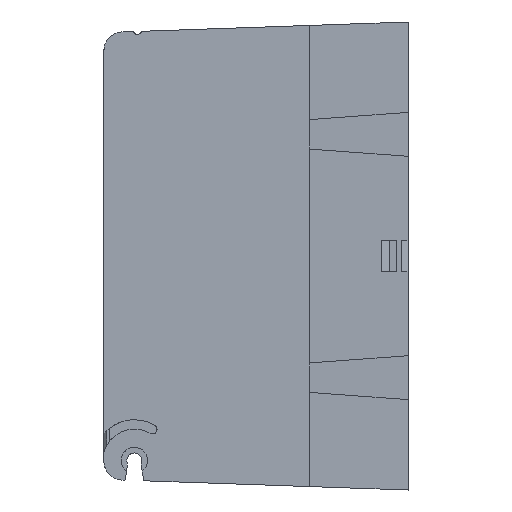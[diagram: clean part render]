
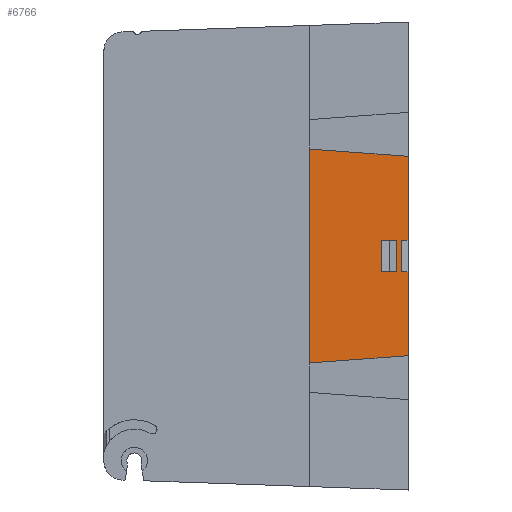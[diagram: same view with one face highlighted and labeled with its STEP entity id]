
A CAD part, left-side view. The second image highlights one B-rep face of the part: STEP entity #6766.
In plain terms, the highlighted planar face has unit normal (1, 0, 0).
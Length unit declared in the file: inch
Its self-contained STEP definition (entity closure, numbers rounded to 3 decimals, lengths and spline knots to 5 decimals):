
#184 = EDGE_LOOP ( 'NONE', ( #10547, #3228, #15149, #9911, #26675, #17808, #11394, #26063 ) ) ;
#946 = DIRECTION ( 'NONE',  ( 0., 0., -1. ) ) ;
#1264 = VERTEX_POINT ( 'NONE', #2580 ) ;
#1719 = CARTESIAN_POINT ( 'NONE',  ( -0.9242, -0.625, -4.92979 ) ) ;
#1980 = CARTESIAN_POINT ( 'NONE',  ( -0.9242, -0.625, 0.12 ) ) ;
#2130 = ORIENTED_EDGE ( 'NONE', *, *, #4052, .F. ) ;
#2580 = CARTESIAN_POINT ( 'NONE',  ( -0.9242, -1.605, 0.12 ) ) ;
#2617 = EDGE_CURVE ( 'NONE', #21427, #24349, #16802, .T. ) ;
#2651 = CARTESIAN_POINT ( 'NONE',  ( -0.9242, -1.605, -0.22 ) ) ;
#2830 = DIRECTION ( 'NONE',  ( 0., -1., 0. ) ) ;
#3228 = ORIENTED_EDGE ( 'NONE', *, *, #20553, .F. ) ;
#3261 = LINE ( 'NONE', #21299, #32278 ) ;
#3832 = DIRECTION ( 'NONE',  ( 0., 0., 1. ) ) ;
#4052 = EDGE_CURVE ( 'NONE', #24349, #29512, #25446, .T. ) ;
#4628 = CARTESIAN_POINT ( 'NONE',  ( -0.9242, -1.605, -2.26333 ) ) ;
#4972 = AXIS2_PLACEMENT_3D ( 'NONE', #13386, #14251, #15665 ) ;
#6042 = EDGE_LOOP ( 'NONE', ( #32299, #24557, #13344, #2130 ) ) ;
#6297 = EDGE_CURVE ( 'NONE', #32246, #15200, #18014, .T. ) ;
#6402 = DIRECTION ( 'NONE',  ( 0., 1., 0. ) ) ;
#6766 = ADVANCED_FACE ( 'NONE', ( #32284, #25414 ), #25671, .F. ) ;
#6910 = VECTOR ( 'NONE', #9946, 39.37008 ) ;
#7233 = EDGE_CURVE ( 'NONE', #23746, #1264, #14240, .T. ) ;
#8021 = VERTEX_POINT ( 'NONE', #21725 ) ;
#8640 = VECTOR ( 'NONE', #14855, 39.37008 ) ;
#8959 = DIRECTION ( 'NONE',  ( 0., 0., 1. ) ) ;
#9911 = ORIENTED_EDGE ( 'NONE', *, *, #6297, .F. ) ;
#9946 = DIRECTION ( 'NONE',  ( 0., 1., 0. ) ) ;
#10116 = VERTEX_POINT ( 'NONE', #30937 ) ;
#10239 = CARTESIAN_POINT ( 'NONE',  ( -0.9242, -1.555, -0.22 ) ) ;
#10547 = ORIENTED_EDGE ( 'NONE', *, *, #26916, .F. ) ;
#11354 = EDGE_CURVE ( 'NONE', #1264, #30439, #22344, .T. ) ;
#11394 = ORIENTED_EDGE ( 'NONE', *, *, #11354, .F. ) ;
#11913 = VERTEX_POINT ( 'NONE', #14027 ) ;
#11929 = DIRECTION ( 'NONE',  ( 0., 0., -1. ) ) ;
#12421 = CARTESIAN_POINT ( 'NONE',  ( -0.9242, -1.675, -2.3 ) ) ;
#12746 = CARTESIAN_POINT ( 'NONE',  ( -0.9242, -0.625, -0.22 ) ) ;
#13112 = CARTESIAN_POINT ( 'NONE',  ( -0.9242, -1.675, 1.015 ) ) ;
#13344 = ORIENTED_EDGE ( 'NONE', *, *, #18404, .F. ) ;
#13386 = CARTESIAN_POINT ( 'NONE',  ( -0.9242, -0.625, -2.26333 ) ) ;
#14027 = CARTESIAN_POINT ( 'NONE',  ( -0.9242, -1.675, -1.115 ) ) ;
#14240 = LINE ( 'NONE', #4628, #25508 ) ;
#14251 = DIRECTION ( 'NONE',  ( -1., 0., 0. ) ) ;
#14583 = DIRECTION ( 'NONE',  ( 0., -0.997, 0.074 ) ) ;
#14855 = DIRECTION ( 'NONE',  ( 0., 0., 1. ) ) ;
#15149 = ORIENTED_EDGE ( 'NONE', *, *, #27105, .F. ) ;
#15200 = VERTEX_POINT ( 'NONE', #23964 ) ;
#15665 = DIRECTION ( 'NONE',  ( 0., 0., 1. ) ) ;
#15712 = VECTOR ( 'NONE', #2830, 39.37008 ) ;
#15802 = LINE ( 'NONE', #20386, #15712 ) ;
#16802 = LINE ( 'NONE', #12746, #6910 ) ;
#16980 = VECTOR ( 'NONE', #32261, 39.37008 ) ;
#17285 = VECTOR ( 'NONE', #11929, 39.37008 ) ;
#17613 = CARTESIAN_POINT ( 'NONE',  ( -0.9242, -0.625, 1.09282 ) ) ;
#17808 = ORIENTED_EDGE ( 'NONE', *, *, #27622, .F. ) ;
#18014 = LINE ( 'NONE', #1719, #17285 ) ;
#18267 = CARTESIAN_POINT ( 'NONE',  ( -0.9242, -1.555, 0.12 ) ) ;
#18404 = EDGE_CURVE ( 'NONE', #29512, #20025, #15802, .T. ) ;
#19133 = CARTESIAN_POINT ( 'NONE',  ( -0.9242, -1.3934, 0.12 ) ) ;
#19258 = EDGE_CURVE ( 'NONE', #8021, #32246, #28421, .T. ) ;
#20025 = VERTEX_POINT ( 'NONE', #18267 ) ;
#20386 = CARTESIAN_POINT ( 'NONE',  ( -0.9242, -0.625, 0.12 ) ) ;
#20553 = EDGE_CURVE ( 'NONE', #11913, #10116, #29564, .T. ) ;
#20624 = CARTESIAN_POINT ( 'NONE',  ( -0.9242, -1.675, 0.12 ) ) ;
#20933 = CARTESIAN_POINT ( 'NONE',  ( -0.9242, -1.555, -2.26333 ) ) ;
#21027 = VECTOR ( 'NONE', #6402, 39.37008 ) ;
#21091 = LINE ( 'NONE', #21342, #21027 ) ;
#21299 = CARTESIAN_POINT ( 'NONE',  ( -0.9242, -1.675, -2.3 ) ) ;
#21342 = CARTESIAN_POINT ( 'NONE',  ( -0.9242, -0.625, -0.22 ) ) ;
#21427 = VERTEX_POINT ( 'NONE', #10239 ) ;
#21725 = CARTESIAN_POINT ( 'NONE',  ( -0.9242, -1.675, 1.015 ) ) ;
#22070 = CARTESIAN_POINT ( 'NONE',  ( -0.9242, -0.625, -1.19282 ) ) ;
#22344 = LINE ( 'NONE', #1980, #16980 ) ;
#23746 = VERTEX_POINT ( 'NONE', #2651 ) ;
#23964 = CARTESIAN_POINT ( 'NONE',  ( -0.9242, -0.625, -1.19282 ) ) ;
#24349 = VERTEX_POINT ( 'NONE', #28167 ) ;
#24557 = ORIENTED_EDGE ( 'NONE', *, *, #28216, .F. ) ;
#25414 = FACE_OUTER_BOUND ( 'NONE', #184, .T. ) ;
#25446 = LINE ( 'NONE', #25905, #26193 ) ;
#25497 = DIRECTION ( 'NONE',  ( 0., 0.997, 0.074 ) ) ;
#25508 = VECTOR ( 'NONE', #3832, 39.37008 ) ;
#25671 = PLANE ( 'NONE',  #4972 ) ;
#25769 = VECTOR ( 'NONE', #14583, 39.37008 ) ;
#25775 = LINE ( 'NONE', #22070, #25769 ) ;
#25846 = DIRECTION ( 'NONE',  ( 0., 0., 1. ) ) ;
#25905 = CARTESIAN_POINT ( 'NONE',  ( -0.9242, -1.3934, -2.26333 ) ) ;
#26063 = ORIENTED_EDGE ( 'NONE', *, *, #7233, .F. ) ;
#26193 = VECTOR ( 'NONE', #25846, 39.37008 ) ;
#26251 = VECTOR ( 'NONE', #946, 39.37008 ) ;
#26675 = ORIENTED_EDGE ( 'NONE', *, *, #19258, .F. ) ;
#26916 = EDGE_CURVE ( 'NONE', #10116, #23746, #21091, .T. ) ;
#27105 = EDGE_CURVE ( 'NONE', #15200, #11913, #25775, .T. ) ;
#27432 = LINE ( 'NONE', #20933, #26251 ) ;
#27622 = EDGE_CURVE ( 'NONE', #30439, #8021, #3261, .T. ) ;
#28167 = CARTESIAN_POINT ( 'NONE',  ( -0.9242, -1.3934, -0.22 ) ) ;
#28216 = EDGE_CURVE ( 'NONE', #20025, #21427, #27432, .T. ) ;
#28374 = VECTOR ( 'NONE', #25497, 39.37008 ) ;
#28421 = LINE ( 'NONE', #13112, #28374 ) ;
#29512 = VERTEX_POINT ( 'NONE', #19133 ) ;
#29564 = LINE ( 'NONE', #12421, #8640 ) ;
#30439 = VERTEX_POINT ( 'NONE', #20624 ) ;
#30937 = CARTESIAN_POINT ( 'NONE',  ( -0.9242, -1.675, -0.22 ) ) ;
#32246 = VERTEX_POINT ( 'NONE', #17613 ) ;
#32261 = DIRECTION ( 'NONE',  ( 0., -1., 0. ) ) ;
#32278 = VECTOR ( 'NONE', #8959, 39.37008 ) ;
#32284 = FACE_BOUND ( 'NONE', #6042, .T. ) ;
#32299 = ORIENTED_EDGE ( 'NONE', *, *, #2617, .F. ) ;
